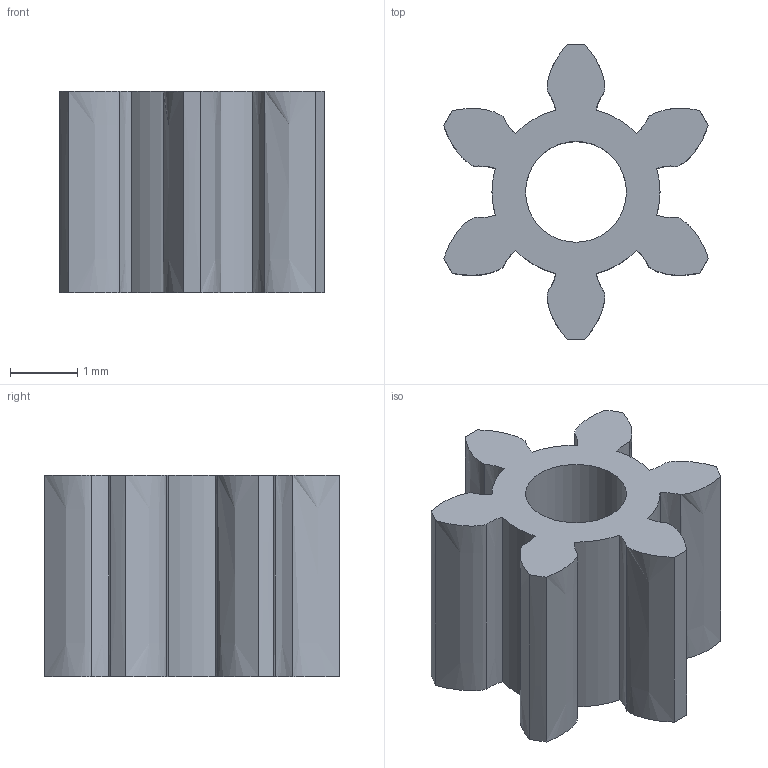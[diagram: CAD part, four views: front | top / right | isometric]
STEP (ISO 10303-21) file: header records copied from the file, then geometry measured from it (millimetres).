
FILE_DESCRIPTION(/* description */ (''),/* implementation_level */ '2;1');
FILE_NAME(/* name */ '惰齿轮55.stp',/* time_stamp */ '2024-01-14T22:40:07+08:00',/* author */ (''),/* organization */ (''),/* preprocessor_version */ 'ST-DEVELOPER v18.102',/* originating_system */ 'SIEMENS PLM Software NX 2023',/* authorisation */ '');
FILE_SCHEMA (('AP203_CONFIGURATION_CONTROLLED_3D_DESIGN_OF_MECHANICAL_PARTS_AND_ASSEMBLIES_MIM_LF { 1 0 10303 403 2 1 2}'));
Length unit declared in the file: millimetre
Products named in the file (1): 惰齿轮55
Bounding box: 3.93 x 4.4 x 3 mm (x, y, z)
Volume: 21.1 mm3; surface area: 84.8 mm2
Topology: 1 solids, 1 shells, 39 faces, 112 edges, 75 vertices
Faces by surface type: extrusion 30, cylinder 7, plane 2
Full cylindrical faces by diameter (mm): 1.5 x1
Entity records: 1846 total; most frequent: CARTESIAN_POINT 854, ORIENTED_EDGE 220, DIRECTION 114, EDGE_CURVE 110, B_SPLINE_CURVE_WITH_KNOTS 90, VERTEX_POINT 74, VECTOR 66, EDGE_LOOP 42
